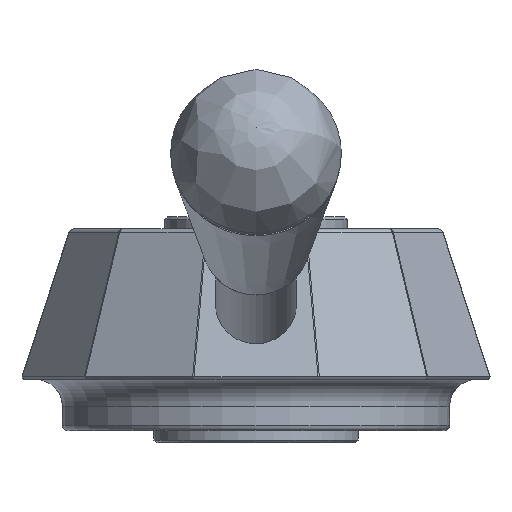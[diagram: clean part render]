
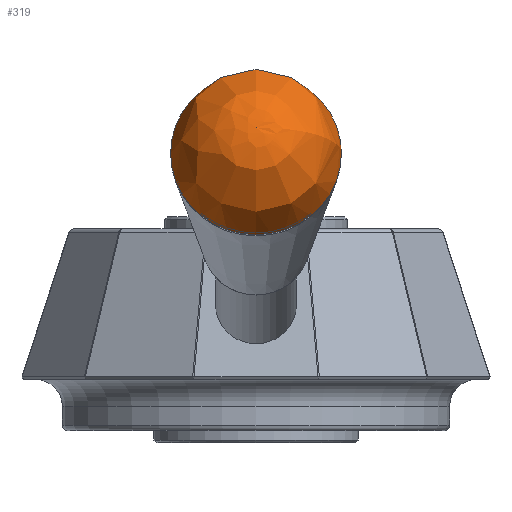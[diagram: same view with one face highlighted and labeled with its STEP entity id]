
A CAD part, left-side view. The second image highlights one B-rep face of the part: STEP entity #319.
In plain terms, the highlighted free-form (B-spline) face has degree [3, 3] with [4, 7] control points.
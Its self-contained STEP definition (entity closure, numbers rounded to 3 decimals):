
#319 = ADVANCED_FACE( '', ( #729, #730 ), #731, .T. );
#729 = FACE_OUTER_BOUND( '', #1695, .T. );
#730 = FACE_BOUND( '', #1696, .T. );
#731 = ( BOUNDED_SURFACE(  )B_SPLINE_SURFACE( 3, 3, ( ( #1699, #1700, #1701, #1702, #1703, #1704, #1705 ), ( #1706, #1707, #1708, #1709, #1710, #1711, #1712 ), ( #1713, #1714, #1715, #1716, #1717, #1718, #1719 ), ( #1720, #1721, #1722, #1723, #1724, #1725, #1726 ) ), .UNSPECIFIED., .F., .T., .F. )B_SPLINE_SURFACE_WITH_KNOTS( ( 4, 4 ), ( 4, 3, 4 ), ( 0., 6.283 ), ( -0.015, 0.797, 1.608 ), .UNSPECIFIED. )GEOMETRIC_REPRESENTATION_ITEM(  )RATIONAL_B_SPLINE_SURFACE( ( ( 1., 0.333, 0.333, 1., 0.333, 0.333, 1. ), ( 0.792, 0.264, 0.264, 0.792, 0.264, 0.264, 0.792 ), ( 0.792, 0.264, 0.264, 0.792, 0.264, 0.264, 0.792 ), ( 1., 0.333, 0.333, 1., 0.333, 0.333, 1. ) ) )REPRESENTATION_ITEM( '' )SURFACE(  ) );
#1695 = EDGE_LOOP( '', ( #2949 ) );
#1696 = VERTEX_LOOP( '', #2950 );
#1699 = CARTESIAN_POINT( '', ( -140.946, 0., 56.355 ) );
#1700 = CARTESIAN_POINT( '', ( -140.946, 0., 56.355 ) );
#1701 = CARTESIAN_POINT( '', ( -140.946, 0., 56.355 ) );
#1702 = CARTESIAN_POINT( '', ( -140.946, 0., 56.355 ) );
#1703 = CARTESIAN_POINT( '', ( -140.946, 0., 56.355 ) );
#1704 = CARTESIAN_POINT( '', ( -140.946, 0., 56.355 ) );
#1705 = CARTESIAN_POINT( '', ( -140.946, 0., 56.355 ) );
#1706 = CARTESIAN_POINT( '', ( -141.274, -9.341, 56.462 ) );
#1707 = CARTESIAN_POINT( '', ( -135.501, -9.341, 74.229 ) );
#1708 = CARTESIAN_POINT( '', ( -135.501, 9.341, 74.229 ) );
#1709 = CARTESIAN_POINT( '', ( -141.274, 9.341, 56.462 ) );
#1710 = CARTESIAN_POINT( '', ( -147.047, 9.341, 38.695 ) );
#1711 = CARTESIAN_POINT( '', ( -147.047, -9.341, 38.695 ) );
#1712 = CARTESIAN_POINT( '', ( -141.274, -9.341, 56.462 ) );
#1713 = CARTESIAN_POINT( '', ( -135.059, -16.024, 54.442 ) );
#1714 = CARTESIAN_POINT( '', ( -125.156, -16.024, 84.922 ) );
#1715 = CARTESIAN_POINT( '', ( -125.156, 16.024, 84.922 ) );
#1716 = CARTESIAN_POINT( '', ( -135.059, 16.024, 54.442 ) );
#1717 = CARTESIAN_POINT( '', ( -144.963, 16.024, 23.963 ) );
#1718 = CARTESIAN_POINT( '', ( -144.963, -16.024, 23.963 ) );
#1719 = CARTESIAN_POINT( '', ( -135.059, -16.024, 54.442 ) );
#1720 = CARTESIAN_POINT( '', ( -126.171, -15.888, 51.554 ) );
#1721 = CARTESIAN_POINT( '', ( -116.351, -15.888, 81.776 ) );
#1722 = CARTESIAN_POINT( '', ( -116.351, 15.888, 81.776 ) );
#1723 = CARTESIAN_POINT( '', ( -126.171, 15.888, 51.554 ) );
#1724 = CARTESIAN_POINT( '', ( -135.99, 15.888, 21.333 ) );
#1725 = CARTESIAN_POINT( '', ( -135.99, -15.888, 21.333 ) );
#1726 = CARTESIAN_POINT( '', ( -126.171, -15.888, 51.554 ) );
#2949 = ORIENTED_EDGE( '', *, *, #3362, .T. );
#2950 = VERTEX_POINT( '', #3582 );
#3362 = EDGE_CURVE( '', #3745, #3745, #3746, .T. );
#3582 = CARTESIAN_POINT( '', ( -140.946, 0., 56.355 ) );
#3745 = VERTEX_POINT( '', #4262 );
#3746 = CIRCLE( '', #4263, 15.888 );
#4262 = CARTESIAN_POINT( '', ( -126.171, -15.888, 51.554 ) );
#4263 = AXIS2_PLACEMENT_3D( '', #4887, #4888, #4889 );
#4887 = CARTESIAN_POINT( '', ( -126.171, 0., 51.554 ) );
#4888 = DIRECTION( '', ( -0.951, 0., 0.309 ) );
#4889 = DIRECTION( '', ( 0., -1., 0. ) );
